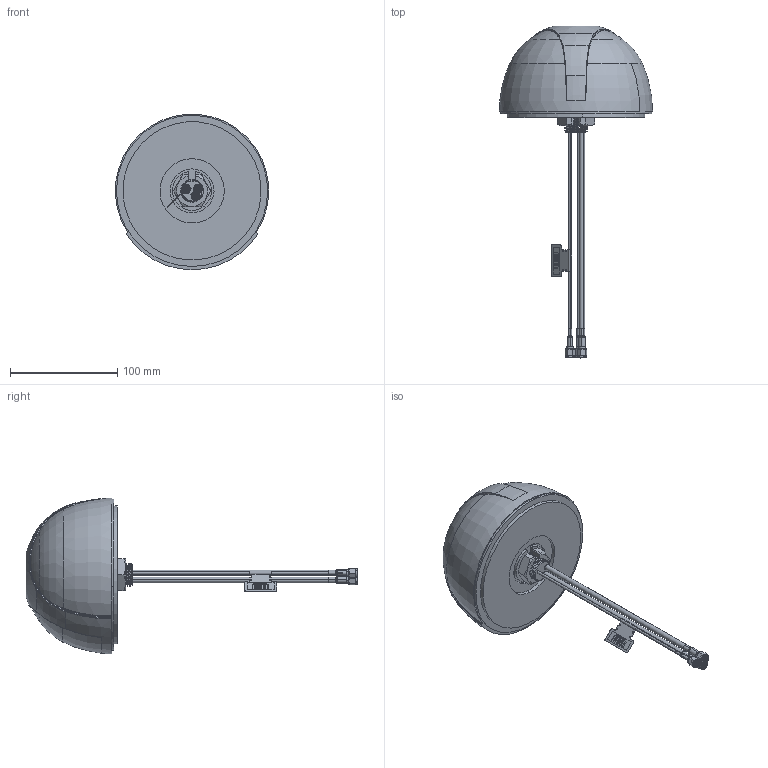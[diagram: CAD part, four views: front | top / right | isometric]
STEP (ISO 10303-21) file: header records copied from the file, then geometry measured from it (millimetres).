
FILE_DESCRIPTION (( 'STEP AP214' ), '1' );
FILE_NAME ('MA710.W.A.ABI.001_web.STEP', '2022-03-21T15:19:27', ( '' ), ( '' ), 'SwSTEP 2.0', 'SolidWorks 2018', '' );
FILE_SCHEMA (( 'AUTOMOTIVE_DESIGN' ));
Length unit declared in the file: millimetre
Products named in the file (1): MA710.W.A.ABI.001_web
Bounding box: 142.93 x 309.7 x 145.08 mm (x, y, z)
Surface area: 110547.5 mm2 (no closed solid volume)
Topology: 0 solids, 42 shells, 290 faces, 1269 edges, 1016 vertices
Faces by surface type: cylinder 96, plane 77, bspline 52, torus 40, cone 25
Entity records: 29444 total; most frequent: CARTESIAN_POINT 17056, ORIENTED_EDGE 1784, DIRECTION 1629, EDGE_CURVE 1261, VERTEX_POINT 1015, VECTOR 555, LINE 555, AXIS2_PLACEMENT_3D 537
